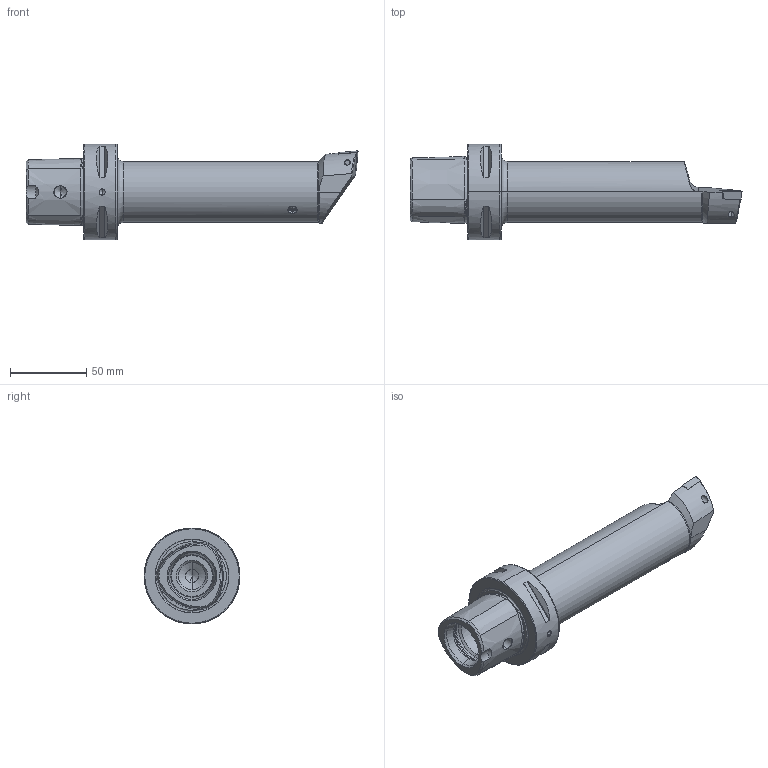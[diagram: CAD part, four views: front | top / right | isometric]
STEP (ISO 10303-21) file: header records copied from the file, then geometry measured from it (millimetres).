
FILE_DESCRIPTION (( 'STEP AP203' ), '1' );
FILE_NAME ('PS6-BCC.LLC.180.STEP', '2012-06-05T08:41:18', ( 'baer' ), ( 'Hewlett-Packard Company' ), 'SwSTEP 2.0', 'SolidWorks 2012', '' );
FILE_SCHEMA (( 'CONFIG_CONTROL_DESIGN' ));
Length unit declared in the file: millimetre
Products named in the file (5): PS6-BCC.LLC.180_A; CCMT120404; WCC-ER2.001.010_A; KVT_MB_600_050; PS6-BCC.LLC.180
Assembly tree (4 placements, depth 2):
  PS6-BCC.LLC.180
    PS6-BCC.LLC.180_A
    CCMT120404
    WCC-ER2.001.010_A
    KVT_MB_600_050
Bounding box: 218 x 63 x 63 mm (x, y, z)
Volume: 262403.5 mm3; surface area: 42958.2 mm2
Topology: 5 solids, 5 shells, 282 faces, 683 edges, 400 vertices
Faces by surface type: cone 100, cylinder 75, plane 49, torus 43, bspline 13, sphere 2
Entity records: 9731 total; most frequent: CARTESIAN_POINT 2960, ORIENTED_EDGE 1316, DIRECTION 1314, EDGE_CURVE 658, AXIS2_PLACEMENT_3D 538, VERTEX_POINT 397, EDGE_LOOP 303, ADVANCED_FACE 282
